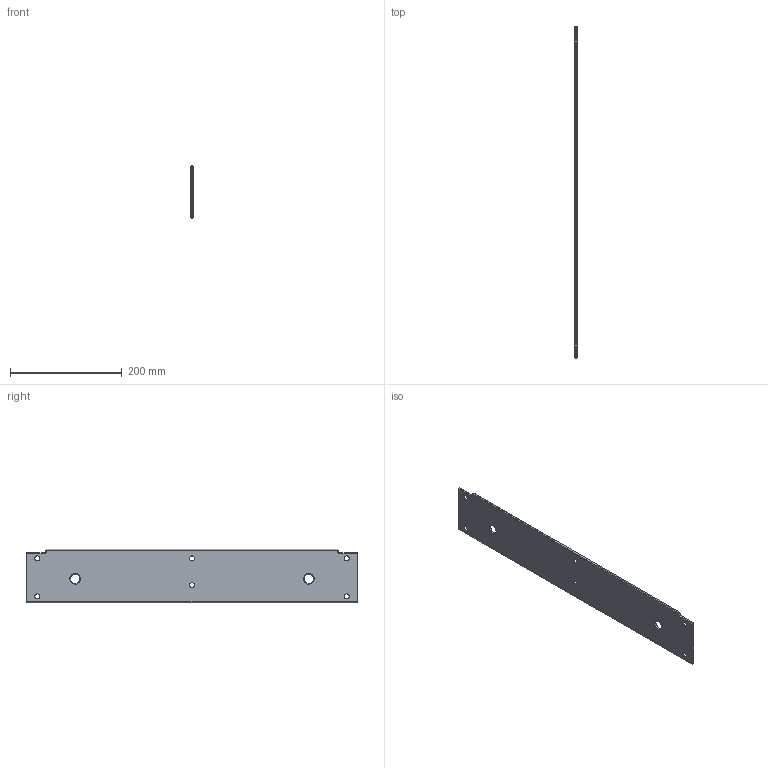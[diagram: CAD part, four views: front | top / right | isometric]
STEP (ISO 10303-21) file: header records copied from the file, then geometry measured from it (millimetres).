
FILE_DESCRIPTION((''),'2;1');
FILE_NAME('DS_ISO_PLATTEN-15537','2026-01-16T10:34:38',('HP'),(''),'CREO PARAMETRIC BY PTC INC, 2020354','CREO PARAMETRIC BY PTC INC, 2020354','');
FILE_SCHEMA(('AP203_CONFIGURATION_CONTROLLED_3D_DESIGN_OF_MECHANICAL_PARTS_AND_ASSEMBLIES_MIM_LF { 1 0 10303 403 2 1 2 }'));
Length unit declared in the file: millimetre
Products named in the file (1): DS_ISO_PLATTEN-15537
Bounding box: 5 x 594 x 94.9 mm (x, y, z)
Volume: 272279.9 mm3; surface area: 116735.4 mm2
Topology: 1 solids, 1 shells, 337 faces, 906 edges, 588 vertices
Faces by surface type: extrusion 157, plane 138, cone 24, cylinder 18
Entity records: 16685 total; most frequent: CARTESIAN_POINT 3064, ORIENTED_EDGE 1812, PRESENTATION_STYLE_ASSIGNMENT 1401, DIRECTION 1187, STYLED_ITEM 1064, CURVE_STYLE 1063, EDGE_CURVE 906, VECTOR 673
